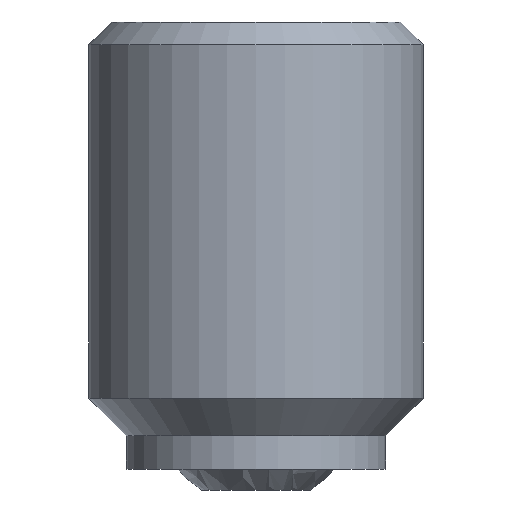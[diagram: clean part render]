
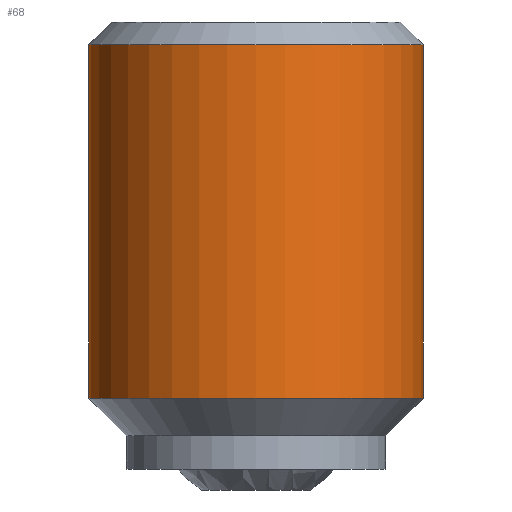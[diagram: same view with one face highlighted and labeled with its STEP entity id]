
A CAD part, front view. The second image highlights one B-rep face of the part: STEP entity #68.
In plain terms, the highlighted cylindrical face has radius 2 mm (diameter 4 mm), a partial arc.
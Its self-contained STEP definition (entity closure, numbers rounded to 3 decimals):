
#68=ADVANCED_FACE('',(#138),#139,.T.);
#138=FACE_OUTER_BOUND('',#216,.T.);
#139=CYLINDRICAL_SURFACE('',#217,2.0);
#216=EDGE_LOOP('',(#306,#307,#308,#309));
#217=AXIS2_PLACEMENT_3D('',#310,#311,#312);
#306=ORIENTED_EDGE('',*,*,#457,.F.);
#307=ORIENTED_EDGE('',*,*,#458,.T.);
#308=ORIENTED_EDGE('',*,*,#459,.F.);
#309=ORIENTED_EDGE('',*,*,#454,.F.);
#310=CARTESIAN_POINT('',(0.,0.0,-2.385));
#311=DIRECTION('',(0.,0.0,-1.0));
#312=DIRECTION('',(1.0,0.0,0.));
#454=EDGE_CURVE('',#527,#529,#530,.T.);
#457=EDGE_CURVE('',#533,#527,#534,.T.);
#458=EDGE_CURVE('',#533,#535,#536,.T.);
#459=EDGE_CURVE('',#529,#535,#537,.T.);
#527=VERTEX_POINT('',#622);
#529=VERTEX_POINT('',#625);
#530=CIRCLE('',#626,2.0);
#533=VERTEX_POINT('',#630);
#534=LINE('',#631,#632);
#535=VERTEX_POINT('',#633);
#536=CIRCLE('',#634,2.0);
#537=LINE('',#635,#636);
#622=CARTESIAN_POINT('',(2.0,0.0,-4.5));
#625=CARTESIAN_POINT('',(-2.0,0.,-4.5));
#626=AXIS2_PLACEMENT_3D('',#790,#791,#792);
#630=CARTESIAN_POINT('',(2.0,0.0,-0.271));
#631=CARTESIAN_POINT('',(2.0,0.,-2.385));
#632=VECTOR('',#794,1.0);
#633=CARTESIAN_POINT('',(-2.0,0.,-0.271));
#634=AXIS2_PLACEMENT_3D('',#795,#796,#797);
#635=CARTESIAN_POINT('',(-2.0,0.,-2.385));
#636=VECTOR('',#798,1.0);
#790=CARTESIAN_POINT('',(0.,0.0,-4.5));
#791=DIRECTION('',(0.,0.0,-1.0));
#792=DIRECTION('',(1.0,0.0,0.));
#794=DIRECTION('',(0.,0.0,-1.0));
#795=CARTESIAN_POINT('',(0.,0.0,-0.271));
#796=DIRECTION('',(0.,0.0,-1.0));
#797=DIRECTION('',(1.0,0.0,0.));
#798=DIRECTION('',(0.,-0.0,1.0));
